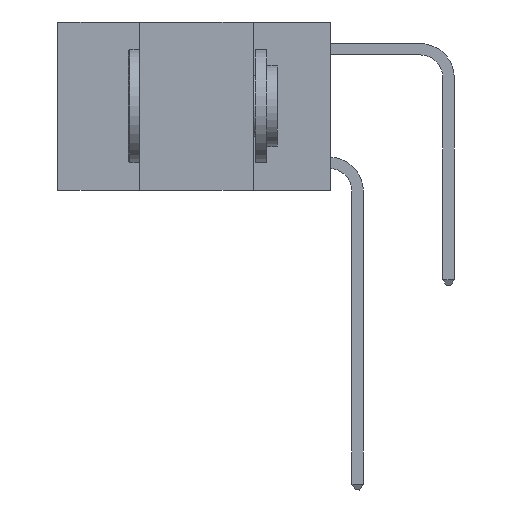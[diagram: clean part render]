
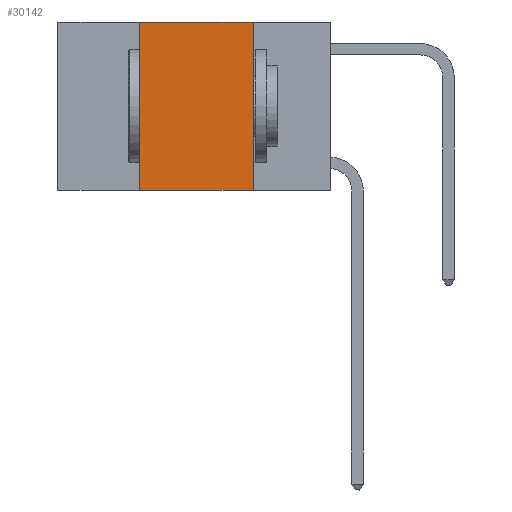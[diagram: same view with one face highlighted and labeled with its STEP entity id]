
A CAD part, left-side view. The second image highlights one B-rep face of the part: STEP entity #30142.
In plain terms, the highlighted planar face has unit normal (-1, 0, 0).
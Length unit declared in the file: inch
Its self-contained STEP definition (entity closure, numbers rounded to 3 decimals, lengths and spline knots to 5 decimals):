
#585 = VERTEX_POINT ( 'NONE', #21346 ) ;
#590 = ORIENTED_EDGE ( 'NONE', *, *, #25771, .F. ) ;
#1081 = CARTESIAN_POINT ( 'NONE',  ( 0., 0.17, -0.37 ) ) ;
#2483 = CARTESIAN_POINT ( 'NONE',  ( 0., 0.6, 0. ) ) ;
#2576 = LINE ( 'NONE', #16246, #25607 ) ;
#3603 = CARTESIAN_POINT ( 'NONE',  ( 0., 0.42, 0. ) ) ;
#3712 = LINE ( 'NONE', #8168, #21679 ) ;
#4321 = DIRECTION ( 'NONE',  ( 0., 0., -1. ) ) ;
#4622 = CARTESIAN_POINT ( 'NONE',  ( 0., 0.17, 0. ) ) ;
#4638 = CARTESIAN_POINT ( 'NONE',  ( 0., 0.6, 0. ) ) ;
#4685 = CARTESIAN_POINT ( 'NONE',  ( 0., 0.17, 0. ) ) ;
#5590 = ORIENTED_EDGE ( 'NONE', *, *, #15634, .T. ) ;
#6203 = VERTEX_POINT ( 'NONE', #4685 ) ;
#6497 = DIRECTION ( 'NONE',  ( 0., -1., 0. ) ) ;
#7384 = DIRECTION ( 'NONE',  ( 1., 0., 0. ) ) ;
#8168 = CARTESIAN_POINT ( 'NONE',  ( 0., 0.42, 0. ) ) ;
#9400 = AXIS2_PLACEMENT_3D ( 'NONE', #2483, #7384, #28837 ) ;
#12809 = ORIENTED_EDGE ( 'NONE', *, *, #16745, .F. ) ;
#15634 = EDGE_CURVE ( 'NONE', #585, #20110, #2576, .T. ) ;
#16012 = LINE ( 'NONE', #4638, #20461 ) ;
#16246 = CARTESIAN_POINT ( 'NONE',  ( 0., 0.6, -0.37 ) ) ;
#16745 = EDGE_CURVE ( 'NONE', #585, #26789, #3712, .T. ) ;
#16855 = DIRECTION ( 'NONE',  ( 0., -1., 0. ) ) ;
#17847 = EDGE_LOOP ( 'NONE', ( #24344, #590, #12809, #5590 ) ) ;
#20110 = VERTEX_POINT ( 'NONE', #1081 ) ;
#20314 = DIRECTION ( 'NONE',  ( 0., 0., 1. ) ) ;
#20461 = VECTOR ( 'NONE', #6497, 39.37008 ) ;
#21346 = CARTESIAN_POINT ( 'NONE',  ( 0., 0.42, -0.37 ) ) ;
#21387 = LINE ( 'NONE', #4622, #30399 ) ;
#21679 = VECTOR ( 'NONE', #20314, 39.37008 ) ;
#24344 = ORIENTED_EDGE ( 'NONE', *, *, #26965, .F. ) ;
#25607 = VECTOR ( 'NONE', #16855, 39.37008 ) ;
#25771 = EDGE_CURVE ( 'NONE', #26789, #6203, #16012, .T. ) ;
#26789 = VERTEX_POINT ( 'NONE', #3603 ) ;
#26965 = EDGE_CURVE ( 'NONE', #6203, #20110, #21387, .T. ) ;
#28379 = FACE_OUTER_BOUND ( 'NONE', #17847, .T. ) ;
#28527 = PLANE ( 'NONE',  #9400 ) ;
#28837 = DIRECTION ( 'NONE',  ( 0., 0., -1. ) ) ;
#30142 = ADVANCED_FACE ( 'NONE', ( #28379 ), #28527, .F. ) ;
#30399 = VECTOR ( 'NONE', #4321, 39.37008 ) ;
